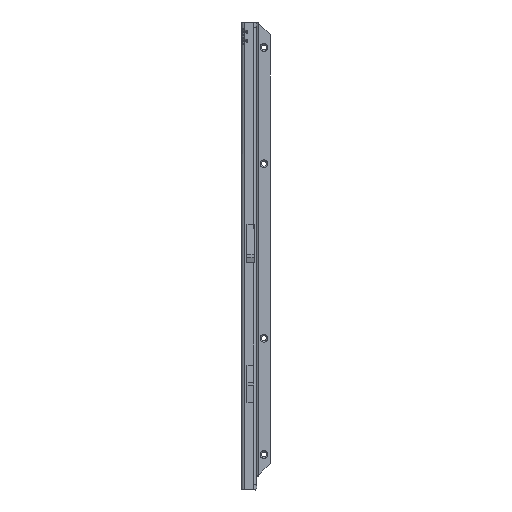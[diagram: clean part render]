
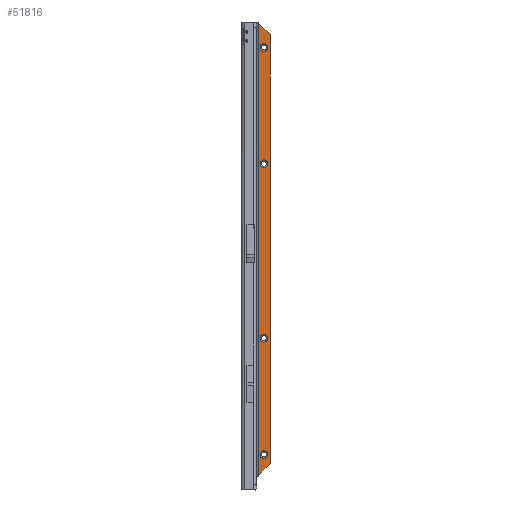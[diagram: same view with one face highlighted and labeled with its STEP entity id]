
A CAD part, front view. The second image highlights one B-rep face of the part: STEP entity #51816.
In plain terms, the highlighted planar face has unit normal (0, -1, 0).
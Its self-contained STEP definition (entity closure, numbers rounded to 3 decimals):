
#417 = DIRECTION ( 'NONE',  ( -1., 0., 0. ) ) ;
#2157 = CIRCLE ( 'NONE', #32512, 4.25 ) ;
#2263 = CIRCLE ( 'NONE', #46490, 4.25 ) ;
#2298 = EDGE_CURVE ( 'NONE', #4321, #39558, #2263, .T. ) ;
#2388 = CARTESIAN_POINT ( 'NONE',  ( 13.5, -1.5, -485.742 ) ) ;
#2918 = EDGE_CURVE ( 'NONE', #48169, #20164, #13641, .T. ) ;
#2995 = DIRECTION ( 'NONE',  ( 0., 1., 0. ) ) ;
#3641 = CARTESIAN_POINT ( 'NONE',  ( 0.5, -1.5, -498.742 ) ) ;
#4321 = VERTEX_POINT ( 'NONE', #47267 ) ;
#4659 = CARTESIAN_POINT ( 'NONE',  ( 13.5, -1.5, 0. ) ) ;
#4797 = DIRECTION ( 'NONE',  ( 0., 1., 0. ) ) ;
#5860 = VERTEX_POINT ( 'NONE', #30759 ) ;
#6249 = AXIS2_PLACEMENT_3D ( 'NONE', #30203, #18008, #42910 ) ;
#6751 = ORIENTED_EDGE ( 'NONE', *, *, #20429, .T. ) ;
#8692 = EDGE_CURVE ( 'NONE', #18979, #44993, #50254, .T. ) ;
#10999 = AXIS2_PLACEMENT_3D ( 'NONE', #44752, #2995, #20140 ) ;
#11599 = VERTEX_POINT ( 'NONE', #14139 ) ;
#12285 = DIRECTION ( 'NONE',  ( 0., 1., 0. ) ) ;
#12519 = AXIS2_PLACEMENT_3D ( 'NONE', #31550, #43749, #15041 ) ;
#12638 = DIRECTION ( 'NONE',  ( 0., 1., 0. ) ) ;
#12702 = EDGE_CURVE ( 'NONE', #17438, #11599, #52627, .T. ) ;
#13641 = CIRCLE ( 'NONE', #10999, 4.25 ) ;
#13757 = EDGE_CURVE ( 'NONE', #5860, #15778, #34016, .T. ) ;
#14139 = CARTESIAN_POINT ( 'NONE',  ( 0.5, -1.5, -1.258 ) ) ;
#14593 = CARTESIAN_POINT ( 'NONE',  ( 6.5, -1.5, -471.75 ) ) ;
#15041 = DIRECTION ( 'NONE',  ( -1., 0., 0. ) ) ;
#15362 = CARTESIAN_POINT ( 'NONE',  ( 6.5, -1.5, -28. ) ) ;
#15581 = ORIENTED_EDGE ( 'NONE', *, *, #45349, .T. ) ;
#15645 = VECTOR ( 'NONE', #24600, 1000. ) ;
#15778 = VERTEX_POINT ( 'NONE', #41736 ) ;
#16179 = CARTESIAN_POINT ( 'NONE',  ( 6.5, -1.5, -23.75 ) ) ;
#16492 = FACE_OUTER_BOUND ( 'NONE', #48880, .T. ) ;
#17261 = AXIS2_PLACEMENT_3D ( 'NONE', #45447, #45732, #417 ) ;
#17387 = VECTOR ( 'NONE', #17979, 1000. ) ;
#17438 = VERTEX_POINT ( 'NONE', #3641 ) ;
#17815 = EDGE_LOOP ( 'NONE', ( #40979, #46239 ) ) ;
#17904 = EDGE_LOOP ( 'NONE', ( #15581, #50704 ) ) ;
#17979 = DIRECTION ( 'NONE',  ( 0., 0., 1. ) ) ;
#18007 = CARTESIAN_POINT ( 'NONE',  ( 6.5, -1.5, -352.25 ) ) ;
#18008 = DIRECTION ( 'NONE',  ( 0., 1., 0. ) ) ;
#18891 = DIRECTION ( 'NONE',  ( -1., 0., 0. ) ) ;
#18979 = VERTEX_POINT ( 'NONE', #2388 ) ;
#19603 = ORIENTED_EDGE ( 'NONE', *, *, #48396, .T. ) ;
#20018 = CARTESIAN_POINT ( 'NONE',  ( 0.121, -1.5, -499.121 ) ) ;
#20140 = DIRECTION ( 'NONE',  ( -1., 0., 0. ) ) ;
#20164 = VERTEX_POINT ( 'NONE', #24407 ) ;
#20429 = EDGE_CURVE ( 'NONE', #44993, #11599, #53572, .T. ) ;
#20575 = FACE_BOUND ( 'NONE', #37768, .T. ) ;
#21087 = CARTESIAN_POINT ( 'NONE',  ( 6.5, -1.5, -32.25 ) ) ;
#22411 = CIRCLE ( 'NONE', #45745, 4.25 ) ;
#24407 = CARTESIAN_POINT ( 'NONE',  ( 6.5, -1.5, -480.25 ) ) ;
#24600 = DIRECTION ( 'NONE',  ( -0.707, 0., 0.707 ) ) ;
#25200 = PLANE ( 'NONE',  #17261 ) ;
#25418 = ORIENTED_EDGE ( 'NONE', *, *, #2918, .T. ) ;
#28646 = DIRECTION ( 'NONE',  ( 0., 1., 0. ) ) ;
#28800 = EDGE_CURVE ( 'NONE', #31999, #35872, #2157, .T. ) ;
#28919 = CARTESIAN_POINT ( 'NONE',  ( 6.5, -1.5, -348. ) ) ;
#29178 = DIRECTION ( 'NONE',  ( -1., 0., 0. ) ) ;
#29228 = FACE_BOUND ( 'NONE', #49902, .T. ) ;
#30203 = CARTESIAN_POINT ( 'NONE',  ( 6.5, -1.5, -348. ) ) ;
#30759 = CARTESIAN_POINT ( 'NONE',  ( 6.5, -1.5, -160.25 ) ) ;
#31550 = CARTESIAN_POINT ( 'NONE',  ( 6.5, -1.5, -156. ) ) ;
#31999 = VERTEX_POINT ( 'NONE', #16179 ) ;
#32251 = CIRCLE ( 'NONE', #6249, 4.25 ) ;
#32512 = AXIS2_PLACEMENT_3D ( 'NONE', #45401, #12638, #29178 ) ;
#32727 = ORIENTED_EDGE ( 'NONE', *, *, #40091, .T. ) ;
#33352 = EDGE_CURVE ( 'NONE', #35872, #31999, #33742, .T. ) ;
#33742 = CIRCLE ( 'NONE', #44912, 4.25 ) ;
#34016 = CIRCLE ( 'NONE', #40908, 4.25 ) ;
#34655 = EDGE_CURVE ( 'NONE', #20164, #48169, #22411, .T. ) ;
#34657 = DIRECTION ( 'NONE',  ( -1., 0., 0. ) ) ;
#34679 = CARTESIAN_POINT ( 'NONE',  ( 13.5, -1.5, -14.258 ) ) ;
#35581 = DIRECTION ( 'NONE',  ( 0., 0., 1. ) ) ;
#35872 = VERTEX_POINT ( 'NONE', #21087 ) ;
#36537 = DIRECTION ( 'NONE',  ( 0.707, 0., 0.707 ) ) ;
#37100 = FACE_BOUND ( 'NONE', #17904, .T. ) ;
#37768 = EDGE_LOOP ( 'NONE', ( #25418, #39080 ) ) ;
#38712 = CARTESIAN_POINT ( 'NONE',  ( 6.5, -1.5, -156. ) ) ;
#39080 = ORIENTED_EDGE ( 'NONE', *, *, #34655, .T. ) ;
#39110 = ORIENTED_EDGE ( 'NONE', *, *, #2298, .T. ) ;
#39248 = DIRECTION ( 'NONE',  ( -1., 0., 0. ) ) ;
#39558 = VERTEX_POINT ( 'NONE', #18007 ) ;
#40091 = EDGE_CURVE ( 'NONE', #39558, #4321, #32251, .T. ) ;
#40541 = CARTESIAN_POINT ( 'NONE',  ( 0.121, -1.5, -0.879 ) ) ;
#40908 = AXIS2_PLACEMENT_3D ( 'NONE', #38712, #4797, #34657 ) ;
#40979 = ORIENTED_EDGE ( 'NONE', *, *, #28800, .T. ) ;
#41545 = ORIENTED_EDGE ( 'NONE', *, *, #8692, .T. ) ;
#41736 = CARTESIAN_POINT ( 'NONE',  ( 6.5, -1.5, -151.75 ) ) ;
#42815 = CIRCLE ( 'NONE', #12519, 4.25 ) ;
#42910 = DIRECTION ( 'NONE',  ( -1., 0., 0. ) ) ;
#43749 = DIRECTION ( 'NONE',  ( 0., 1., 0. ) ) ;
#44448 = CARTESIAN_POINT ( 'NONE',  ( 0.5, -1.5, -500. ) ) ;
#44625 = LINE ( 'NONE', #20018, #48250 ) ;
#44752 = CARTESIAN_POINT ( 'NONE',  ( 6.5, -1.5, -476. ) ) ;
#44885 = DIRECTION ( 'NONE',  ( -1., 0., 0. ) ) ;
#44912 = AXIS2_PLACEMENT_3D ( 'NONE', #15362, #51964, #18891 ) ;
#44993 = VERTEX_POINT ( 'NONE', #34679 ) ;
#45349 = EDGE_CURVE ( 'NONE', #15778, #5860, #42815, .T. ) ;
#45401 = CARTESIAN_POINT ( 'NONE',  ( 6.5, -1.5, -28. ) ) ;
#45447 = CARTESIAN_POINT ( 'NONE',  ( 0., -1.5, -500. ) ) ;
#45732 = DIRECTION ( 'NONE',  ( 0., 1., 0. ) ) ;
#45745 = AXIS2_PLACEMENT_3D ( 'NONE', #49436, #12285, #39248 ) ;
#46174 = VECTOR ( 'NONE', #35581, 1000. ) ;
#46239 = ORIENTED_EDGE ( 'NONE', *, *, #33352, .T. ) ;
#46490 = AXIS2_PLACEMENT_3D ( 'NONE', #28919, #28646, #44885 ) ;
#47267 = CARTESIAN_POINT ( 'NONE',  ( 6.5, -1.5, -343.75 ) ) ;
#48169 = VERTEX_POINT ( 'NONE', #14593 ) ;
#48250 = VECTOR ( 'NONE', #36537, 1000. ) ;
#48396 = EDGE_CURVE ( 'NONE', #17438, #18979, #44625, .T. ) ;
#48880 = EDGE_LOOP ( 'NONE', ( #6751, #51674, #19603, #41545 ) ) ;
#49436 = CARTESIAN_POINT ( 'NONE',  ( 6.5, -1.5, -476. ) ) ;
#49902 = EDGE_LOOP ( 'NONE', ( #39110, #32727 ) ) ;
#50254 = LINE ( 'NONE', #4659, #17387 ) ;
#50704 = ORIENTED_EDGE ( 'NONE', *, *, #13757, .T. ) ;
#51674 = ORIENTED_EDGE ( 'NONE', *, *, #12702, .F. ) ;
#51816 = ADVANCED_FACE ( 'NONE', ( #20575, #29228, #37100, #53623, #16492 ), #25200, .F. ) ;
#51964 = DIRECTION ( 'NONE',  ( 0., 1., 0. ) ) ;
#52627 = LINE ( 'NONE', #44448, #46174 ) ;
#53572 = LINE ( 'NONE', #40541, #15645 ) ;
#53623 = FACE_BOUND ( 'NONE', #17815, .T. ) ;
